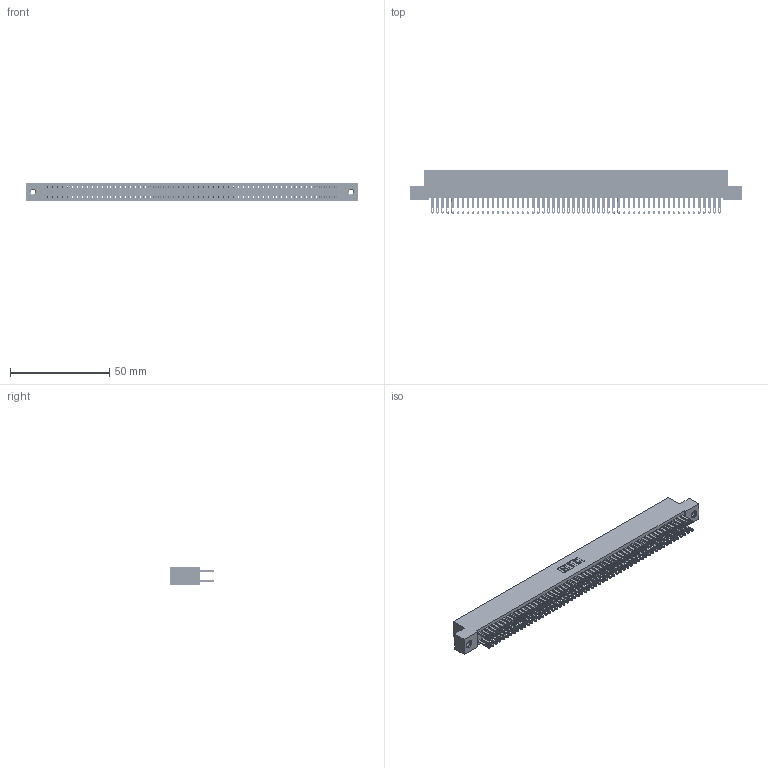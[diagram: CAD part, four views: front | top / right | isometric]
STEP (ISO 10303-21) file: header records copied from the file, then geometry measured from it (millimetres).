
FILE_DESCRIPTION (( 'STEP AP203' ), '1' );
FILE_NAME ('342-116-500-207.STEP', '2018-08-14T13:21:56', ( '' ), ( '' ), 'SwSTEP 2.0', 'SolidWorks 2016', '' );
FILE_SCHEMA (( 'CONFIG_CONTROL_DESIGN' ));
Length unit declared in the file: inch
Products named in the file (4): 342 Part_TI; 345-292-001_345-293-100; 345-250-001_345-250-005-103; 342-116-500-207
Assembly tree (119 placements, depth 2):
  342-116-500-207
    342 Part_TI
    345-292-001_345-293-100  x116
    345-250-001_345-250-005-103  x2
Bounding box: 167.64 x 21.85 x 9.4 mm (x, y, z)
Volume: 15480 mm3; surface area: 26728.1 mm2
Topology: 119 solids, 119 shells, 5738 faces, 17487 edges, 11650 vertices
Faces by surface type: plane 3578, cylinder 2144, cone 12, torus 4
Entity records: 36228 total; most frequent: CARTESIAN_POINT 5965, ORIENTED_EDGE 5894, DIRECTION 5101, EDGE_CURVE 2947, VECTOR 2795, LINE 2795, VERTEX_POINT 1960, AXIS2_PLACEMENT_3D 1153
